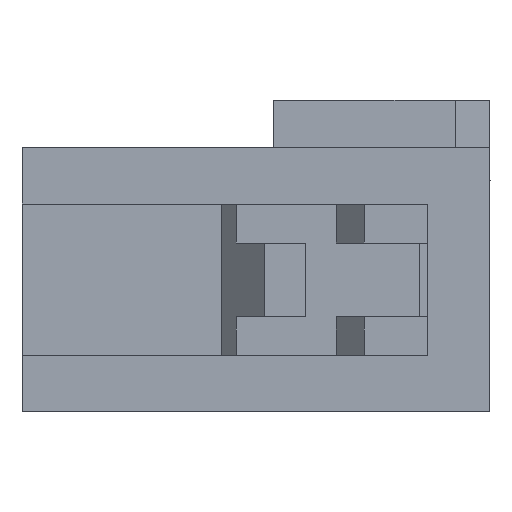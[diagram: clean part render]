
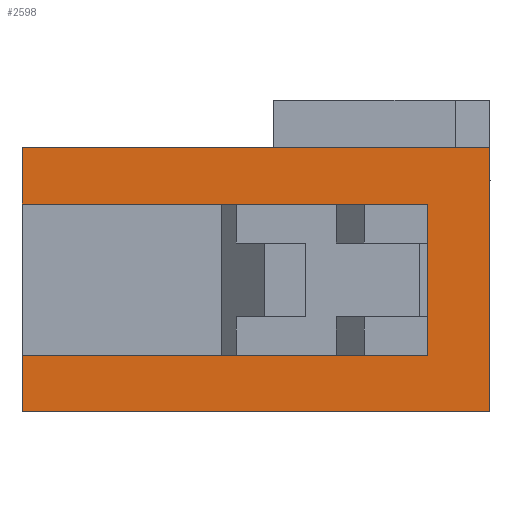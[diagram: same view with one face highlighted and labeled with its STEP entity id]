
A CAD part, left-side view. The second image highlights one B-rep face of the part: STEP entity #2598.
In plain terms, the highlighted planar face has unit normal (-1, 0, 0).
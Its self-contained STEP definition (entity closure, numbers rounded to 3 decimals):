
#2598=ADVANCED_FACE('',(#3672),#3138,.T.);
#3138=PLANE('',#13414);
#3672=FACE_OUTER_BOUND('',#4209,.T.);
#4209=EDGE_LOOP('',(#6325,#6326,#6327,#6328,#6329,#6330,#6331,#6332));
#6325=ORIENTED_EDGE('',*,*,#9740,.T.);
#6326=ORIENTED_EDGE('',*,*,#9715,.T.);
#6327=ORIENTED_EDGE('',*,*,#9722,.T.);
#6328=ORIENTED_EDGE('',*,*,#9742,.F.);
#6329=ORIENTED_EDGE('',*,*,#9743,.T.);
#6330=ORIENTED_EDGE('',*,*,#9744,.T.);
#6331=ORIENTED_EDGE('',*,*,#9745,.T.);
#6332=ORIENTED_EDGE('',*,*,#9746,.F.);
#8301=VERTEX_POINT('',#18639);
#8302=VERTEX_POINT('',#18641);
#8307=VERTEX_POINT('',#18654);
#8318=VERTEX_POINT('',#18691);
#8319=VERTEX_POINT('',#18695);
#8320=VERTEX_POINT('',#18697);
#8321=VERTEX_POINT('',#18699);
#8322=VERTEX_POINT('',#18701);
#9715=EDGE_CURVE('',#8302,#8301,#11219,.T.);
#9722=EDGE_CURVE('',#8301,#8307,#11226,.T.);
#9740=EDGE_CURVE('',#8318,#8302,#11244,.T.);
#9742=EDGE_CURVE('',#8319,#8307,#11246,.T.);
#9743=EDGE_CURVE('',#8319,#8320,#11247,.T.);
#9744=EDGE_CURVE('',#8320,#8321,#11248,.T.);
#9745=EDGE_CURVE('',#8321,#8322,#11249,.T.);
#9746=EDGE_CURVE('',#8318,#8322,#11250,.T.);
#11219=LINE('',#18640,#12711);
#11226=LINE('',#18655,#12718);
#11244=LINE('',#18690,#12736);
#11246=LINE('',#18694,#12738);
#11247=LINE('',#18696,#12739);
#11248=LINE('',#18698,#12740);
#11249=LINE('',#18700,#12741);
#11250=LINE('',#18702,#12742);
#12711=VECTOR('',#15658,1.);
#12718=VECTOR('',#15669,1.);
#12736=VECTOR('',#15701,1.);
#12738=VECTOR('',#15705,1.);
#12739=VECTOR('',#15706,1.);
#12740=VECTOR('',#15707,1.);
#12741=VECTOR('',#15708,1.);
#12742=VECTOR('',#15709,1.);
#13414=AXIS2_PLACEMENT_3D('',#18703,#15710,#15711);
#15658=DIRECTION('',(0.,0.,-1.));
#15669=DIRECTION('',(0.,1.,0.));
#15701=DIRECTION('',(0.,-1.,0.));
#15705=DIRECTION('',(0.,0.,1.));
#15706=DIRECTION('',(0.,-1.,0.));
#15707=DIRECTION('',(0.,0.,1.));
#15708=DIRECTION('',(0.,1.,0.));
#15709=DIRECTION('',(0.,0.,1.));
#15710=DIRECTION('',(-1.,0.,0.));
#15711=DIRECTION('',(0.,-1.,0.));
#18639=CARTESIAN_POINT('',(0.,1.45,1.3));
#18640=CARTESIAN_POINT('',(0.,1.45,4.8));
#18641=CARTESIAN_POINT('',(0.,1.45,4.8));
#18654=CARTESIAN_POINT('',(0.,10.8,1.3));
#18655=CARTESIAN_POINT('',(0.,1.45,1.3));
#18690=CARTESIAN_POINT('',(0.,10.8,4.8));
#18691=CARTESIAN_POINT('',(0.,10.8,4.8));
#18694=CARTESIAN_POINT('',(0.,10.8,0.));
#18695=CARTESIAN_POINT('',(0.,10.8,0.));
#18696=CARTESIAN_POINT('',(0.,10.8,0.));
#18697=CARTESIAN_POINT('',(0.,0.,0.));
#18698=CARTESIAN_POINT('',(0.,0.,0.));
#18699=CARTESIAN_POINT('',(0.,0.,6.1));
#18700=CARTESIAN_POINT('',(0.,0.,6.1));
#18701=CARTESIAN_POINT('',(0.,10.8,6.1));
#18702=CARTESIAN_POINT('',(0.,10.8,4.8));
#18703=CARTESIAN_POINT('',(0.,10.8,0.));
